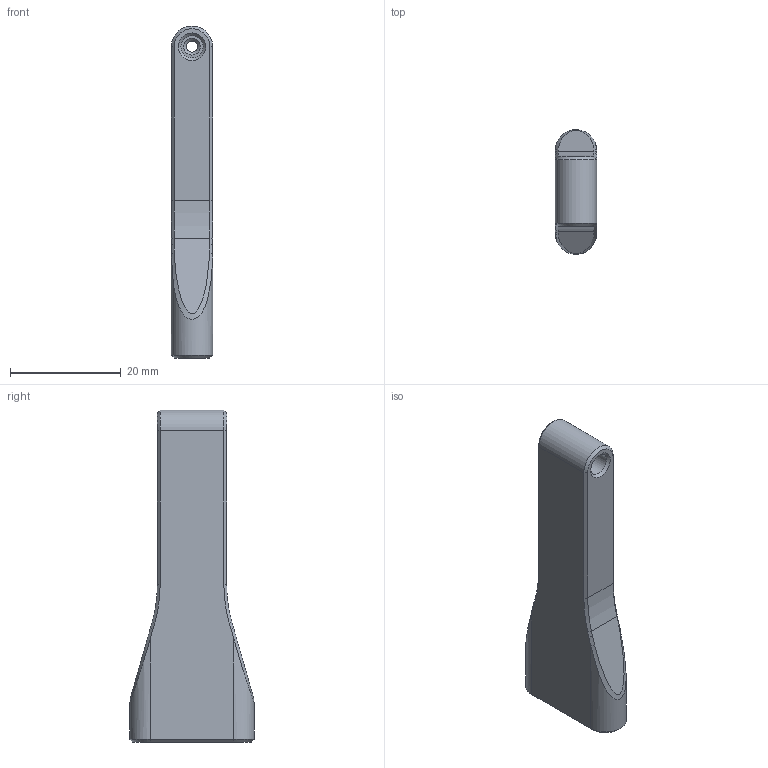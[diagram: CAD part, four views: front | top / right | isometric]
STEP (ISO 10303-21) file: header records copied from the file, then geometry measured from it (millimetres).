
FILE_DESCRIPTION(/* description */ (''),/* implementation_level */ '2;1');
FILE_NAME(/* name */ 'Filament Pick-Up.step',/* time_stamp */ '2019-07-31T13:24:33+01:00',/* author */ (''),/* organization */ (''),/* preprocessor_version */ 'ST-DEVELOPER v18',/* originating_system */ 'Autodesk Translation Framework v8.2.0.1029',/* authorisation */ '');
FILE_SCHEMA (('AUTOMOTIVE_DESIGN { 1 0 10303 214 3 1 1 }'));
Length unit declared in the file: millimetre
Products named in the file (2): Filament Pick-Up; Filament Pick-Up_1
Assembly tree (1 placements, depth 2):
  Filament Pick-Up
    Filament Pick-Up_1
Bounding box: 7.5 x 22.5 x 60 mm (x, y, z)
Volume: 6379.1 mm3; surface area: 3088.4 mm2
Topology: 1 solids, 1 shells, 48 faces, 104 edges, 61 vertices
Faces by surface type: plane 20, cone 13, cylinder 9, bspline 6
Full cylindrical faces by diameter (mm): 2 x1, 2.5 x2, 4 x1
Entity records: 1548 total; most frequent: CARTESIAN_POINT 457, DIRECTION 213, ORIENTED_EDGE 208, EDGE_CURVE 104, AXIS2_PLACEMENT_3D 75, LINE 63, VECTOR 63, VERTEX_POINT 61
